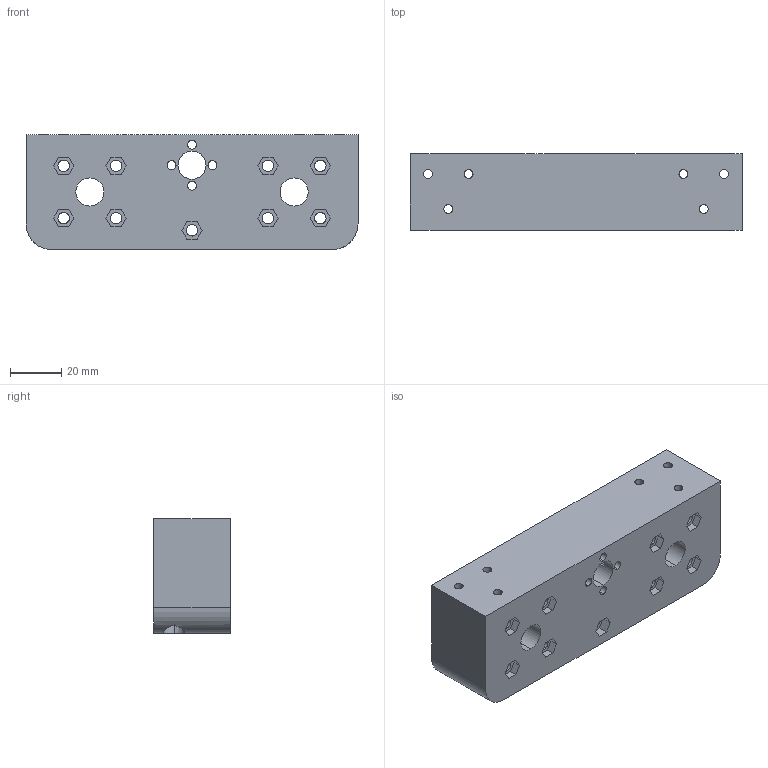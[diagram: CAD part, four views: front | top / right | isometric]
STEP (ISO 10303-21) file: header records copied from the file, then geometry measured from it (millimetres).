
FILE_DESCRIPTION (( 'STEP AP203' ), '1' );
FILE_NAME ('z平台滑块.step', '2020-08-13T07:32:36', ( '' ), ( '' ), 'SwSTEP 2.0', 'SolidWorks 2018', '' );
FILE_SCHEMA (( 'CONFIG_CONTROL_DESIGN' ));
Length unit declared in the file: millimetre
Products named in the file (1): zす怢賑輸
Bounding box: 130 x 30 x 45 mm (x, y, z)
Volume: 108176.2 mm3; surface area: 32702.4 mm2
Topology: 1 solids, 1 shells, 182 faces, 531 edges, 354 vertices
Faces by surface type: plane 103, cylinder 79
Entity records: 6698 total; most frequent: CARTESIAN_POINT 1593, ORIENTED_EDGE 1062, DIRECTION 1017, EDGE_CURVE 531, VERTEX_POINT 354, VECTOR 349, LINE 349, AXIS2_PLACEMENT_3D 334
